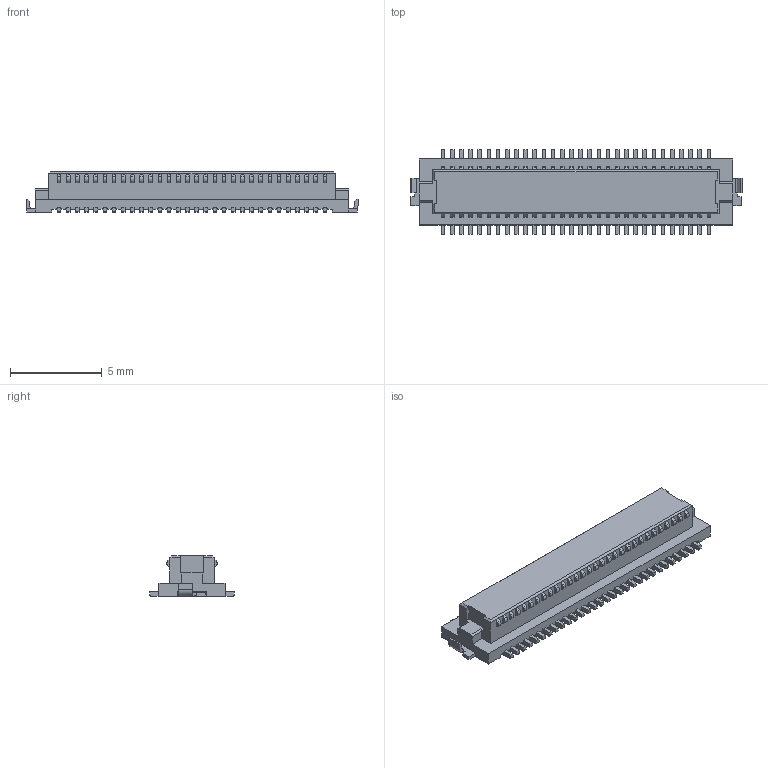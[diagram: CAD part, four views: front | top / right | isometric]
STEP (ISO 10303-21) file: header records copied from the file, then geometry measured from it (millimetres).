
FILE_DESCRIPTION(('Creo Elements/Direct Modeling STEP Export'),'2;1');
FILE_NAME('DF12NB(3.0)-60DS.stp','2020-09-24T18:40:30',(''),(''),'Creo Elements/Direct Modeling STEP processor for AP214 (Solid Model)','Creo Elements/Direct Modeling 19.0F 14-Feb-2017 (C) Parametric Technology GmbH','');
FILE_SCHEMA(('AUTOMOTIVE_DESIGN { 1 0 10303 214 1 1 1 1 }'));
Length unit declared in the file: millimetre
Products named in the file (3): DF12NB_3_0_-60DS_PRT.PRT; DF12NB_3_0_-60DS_STP.ASM; DF12NB_3_0_-60DS.stp
Assembly tree (2 placements, depth 3):
  DF12NB_3_0_-60DS.stp
    DF12NB_3_0_-60DS_STP.ASM
      DF12NB_3_0_-60DS_PRT.PRT
Bounding box: 18.1 x 4.6 x 2.2 mm (x, y, z)
Volume: 94.5 mm3; surface area: 274.3 mm2
Topology: 1 solids, 1 shells, 1600 faces, 4588 edges, 3052 vertices
Faces by surface type: plane 1352, cylinder 248
Entity records: 51718 total; most frequent: CARTESIAN_POINT 9243, ORIENTED_EDGE 9176, DIRECTION 8292, EDGE_CURVE 4588, VECTOR 4090, LINE 4090, VERTEX_POINT 3052, AXIS2_PLACEMENT_3D 2101
